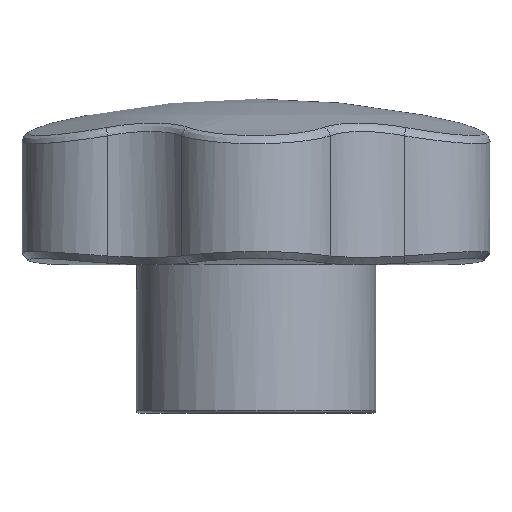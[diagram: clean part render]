
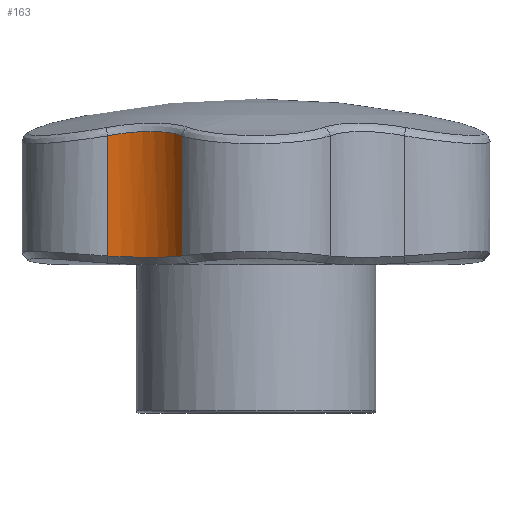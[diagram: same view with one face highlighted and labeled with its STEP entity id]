
A CAD part, front view. The second image highlights one B-rep face of the part: STEP entity #163.
In plain terms, the highlighted cylindrical face has radius 15 mm (diameter 30 mm), a partial arc.
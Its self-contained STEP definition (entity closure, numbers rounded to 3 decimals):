
#163 = ADVANCED_FACE( '', ( #356 ), #357, .F. );
#356 = FACE_OUTER_BOUND( '', #1893, .T. );
#357 = CYLINDRICAL_SURFACE( '', #1894, 15. );
#1893 = EDGE_LOOP( '', ( #3968, #3969, #3970, #3971 ) );
#1894 = AXIS2_PLACEMENT_3D( '', #3972, #3973, #3974 );
#3968 = ORIENTED_EDGE( '', *, *, #4380, .T. );
#3969 = ORIENTED_EDGE( '', *, *, #4381, .T. );
#3970 = ORIENTED_EDGE( '', *, *, #4382, .F. );
#3971 = ORIENTED_EDGE( '', *, *, #4383, .T. );
#3972 = CARTESIAN_POINT( '', ( -25.981, -45., 60. ) );
#3973 = DIRECTION( '', ( 0., 0., 1. ) );
#3974 = DIRECTION( '', ( -1., 0., 0. ) );
#4380 = EDGE_CURVE( '', #4699, #4700, #4701, .T. );
#4381 = EDGE_CURVE( '', #4700, #4702, #4703, .T. );
#4382 = EDGE_CURVE( '', #4704, #4702, #4705, .T. );
#4383 = EDGE_CURVE( '', #4704, #4699, #4706, .T. );
#4699 = VERTEX_POINT( '', #7056 );
#4700 = VERTEX_POINT( '', #7057 );
#4701 = LINE( '', #7058, #7059 );
#4702 = VERTEX_POINT( '', #7060 );
#4703 = B_SPLINE_CURVE_WITH_KNOTS( '', 3, ( #7061, #7062, #7063, #7064, #7065, #7066, #7067, #7068, #7069, #7070, #7071, #7072, #7073, #7074, #7075, #7076, #7077, #7078, #7079, #7080, #7081, #7082, #7083, #7084, #7085, #7086, #7087, #7088 ), .UNSPECIFIED., .F., .F., ( 4, 1, 1, 1, 1, 1, 1, 1, 1, 1, 1, 1, 1, 1, 1, 1, 1, 1, 1, 1, 1, 1, 1, 1, 1, 4 ), ( 0., 0.024, 0.048, 0.074, 0.1, 0.128, 0.157, 0.186, 0.217, 0.249, 0.282, 0.315, 0.35, 0.386, 0.423, 0.461, 0.5, 0.569, 0.634, 0.696, 0.755, 0.811, 0.863, 0.912, 0.958, 1. ), .UNSPECIFIED. );
#4704 = VERTEX_POINT( '', #7089 );
#4705 = LINE( '', #7090, #7091 );
#4706 = B_SPLINE_CURVE_WITH_KNOTS( '', 3, ( #7092, #7093, #7094, #7095, #7096, #7097, #7098, #7099, #7100, #7101, #7102, #7103, #7104, #7105, #7106, #7107, #7108, #7109, #7110, #7111, #7112, #7113, #7114, #7115, #7116, #7117, #7118, #7119, #7120, #7121, #7122, #7123, #7124, #7125, #7126, #7127, #7128, #7129, #7130, #7131, #7132 ), .UNSPECIFIED., .F., .F., ( 4, 2, 2, 2, 1, 2, 1, 1, 2, 2, 2, 2, 1, 1, 2, 1, 1, 1, 2, 2, 1, 1, 2, 1, 1, 1, 4 ), ( 0., 0.001, 0.001, 0.001, 0.001, 0.002, 0.003, 0.004, 0.005, 0.006, 0.006, 0.006, 0.006, 0.006, 0.007, 0.008, 0.009, 0.01, 0.011, 0.011, 0.011, 0.011, 0.012, 0.013, 0.014, 0.015, 0.016 ), .UNSPECIFIED. );
#7056 = CARTESIAN_POINT( '', ( -25.981, -30., 48.542 ) );
#7057 = CARTESIAN_POINT( '', ( -25.981, -30., 27.504 ) );
#7058 = CARTESIAN_POINT( '', ( -25.981, -30., 60. ) );
#7059 = VECTOR( '', #7855, 1000. );
#7060 = CARTESIAN_POINT( '', ( -12.99, -37.5, 27.504 ) );
#7061 = CARTESIAN_POINT( '', ( -25.981, -30., 27.504 ) );
#7062 = CARTESIAN_POINT( '', ( -25.858, -30.001, 27.495 ) );
#7063 = CARTESIAN_POINT( '', ( -25.607, -30.003, 27.477 ) );
#7064 = CARTESIAN_POINT( '', ( -25.222, -30.018, 27.454 ) );
#7065 = CARTESIAN_POINT( '', ( -24.821, -30.043, 27.432 ) );
#7066 = CARTESIAN_POINT( '', ( -24.405, -30.081, 27.411 ) );
#7067 = CARTESIAN_POINT( '', ( -23.974, -30.133, 27.392 ) );
#7068 = CARTESIAN_POINT( '', ( -23.529, -30.199, 27.375 ) );
#7069 = CARTESIAN_POINT( '', ( -23.07, -30.283, 27.36 ) );
#7070 = CARTESIAN_POINT( '', ( -22.598, -30.384, 27.346 ) );
#7071 = CARTESIAN_POINT( '', ( -22.113, -30.504, 27.334 ) );
#7072 = CARTESIAN_POINT( '', ( -21.617, -30.646, 27.323 ) );
#7073 = CARTESIAN_POINT( '', ( -21.111, -30.809, 27.314 ) );
#7074 = CARTESIAN_POINT( '', ( -20.595, -30.996, 27.307 ) );
#7075 = CARTESIAN_POINT( '', ( -20.072, -31.209, 27.301 ) );
#7076 = CARTESIAN_POINT( '', ( -19.542, -31.448, 27.297 ) );
#7077 = CARTESIAN_POINT( '', ( -19.008, -31.715, 27.294 ) );
#7078 = CARTESIAN_POINT( '', ( -18.339, -32.083, 27.293 ) );
#7079 = CARTESIAN_POINT( '', ( -17.571, -32.564, 27.295 ) );
#7080 = CARTESIAN_POINT( '', ( -16.741, -33.17, 27.303 ) );
#7081 = CARTESIAN_POINT( '', ( -15.992, -33.796, 27.316 ) );
#7082 = CARTESIAN_POINT( '', ( -15.323, -34.432, 27.334 ) );
#7083 = CARTESIAN_POINT( '', ( -14.727, -35.07, 27.357 ) );
#7084 = CARTESIAN_POINT( '', ( -14.202, -35.701, 27.385 ) );
#7085 = CARTESIAN_POINT( '', ( -13.742, -36.318, 27.419 ) );
#7086 = CARTESIAN_POINT( '', ( -13.34, -36.913, 27.457 ) );
#7087 = CARTESIAN_POINT( '', ( -13.104, -37.309, 27.489 ) );
#7088 = CARTESIAN_POINT( '', ( -12.99, -37.5, 27.504 ) );
#7089 = CARTESIAN_POINT( '', ( -12.99, -37.5, 48.542 ) );
#7090 = CARTESIAN_POINT( '', ( -12.99, -37.5, 60. ) );
#7091 = VECTOR( '', #7856, 1000. );
#7092 = CARTESIAN_POINT( '', ( -12.99, -37.5, 48.542 ) );
#7093 = CARTESIAN_POINT( '', ( -13.153, -37.218, 48.606 ) );
#7094 = CARTESIAN_POINT( '', ( -13.326, -36.94, 48.665 ) );
#7095 = CARTESIAN_POINT( '', ( -13.553, -36.6, 48.735 ) );
#7096 = CARTESIAN_POINT( '', ( -13.599, -36.532, 48.749 ) );
#7097 = CARTESIAN_POINT( '', ( -13.669, -36.431, 48.769 ) );
#7098 = CARTESIAN_POINT( '', ( -13.693, -36.398, 48.776 ) );
#7099 = CARTESIAN_POINT( '', ( -13.74, -36.331, 48.789 ) );
#7100 = CARTESIAN_POINT( '', ( -13.858, -36.164, 48.822 ) );
#7101 = CARTESIAN_POINT( '', ( -13.98, -36., 48.854 ) );
#7102 = CARTESIAN_POINT( '', ( -14.278, -35.611, 48.926 ) );
#7103 = CARTESIAN_POINT( '', ( -14.691, -35.107, 49.015 ) );
#7104 = CARTESIAN_POINT( '', ( -15.359, -34.394, 49.125 ) );
#7105 = CARTESIAN_POINT( '', ( -15.835, -33.947, 49.182 ) );
#7106 = CARTESIAN_POINT( '', ( -16.328, -33.514, 49.232 ) );
#7107 = CARTESIAN_POINT( '', ( -16.583, -33.305, 49.252 ) );
#7108 = CARTESIAN_POINT( '', ( -16.878, -33.078, 49.271 ) );
#7109 = CARTESIAN_POINT( '', ( -16.911, -33.052, 49.273 ) );
#7110 = CARTESIAN_POINT( '', ( -16.961, -33.015, 49.276 ) );
#7111 = CARTESIAN_POINT( '', ( -16.977, -33.002, 49.277 ) );
#7112 = CARTESIAN_POINT( '', ( -17.011, -32.978, 49.279 ) );
#7113 = CARTESIAN_POINT( '', ( -17.094, -32.916, 49.284 ) );
#7114 = CARTESIAN_POINT( '', ( -17.311, -32.757, 49.295 ) );
#7115 = CARTESIAN_POINT( '', ( -17.515, -32.616, 49.303 ) );
#7116 = CARTESIAN_POINT( '', ( -17.926, -32.342, 49.315 ) );
#7117 = CARTESIAN_POINT( '', ( -18.484, -31.995, 49.323 ) );
#7118 = CARTESIAN_POINT( '', ( -19.35, -31.533, 49.31 ) );
#7119 = CARTESIAN_POINT( '', ( -20.246, -31.128, 49.273 ) );
#7120 = CARTESIAN_POINT( '', ( -20.863, -30.896, 49.231 ) );
#7121 = CARTESIAN_POINT( '', ( -21.216, -30.777, 49.203 ) );
#7122 = CARTESIAN_POINT( '', ( -21.256, -30.764, 49.2 ) );
#7123 = CARTESIAN_POINT( '', ( -21.334, -30.738, 49.194 ) );
#7124 = CARTESIAN_POINT( '', ( -21.452, -30.7, 49.184 ) );
#7125 = CARTESIAN_POINT( '', ( -21.728, -30.614, 49.159 ) );
#7126 = CARTESIAN_POINT( '', ( -21.965, -30.547, 49.136 ) );
#7127 = CARTESIAN_POINT( '', ( -22.44, -30.42, 49.086 ) );
#7128 = CARTESIAN_POINT( '', ( -23.076, -30.273, 49.013 ) );
#7129 = CARTESIAN_POINT( '', ( -24.037, -30.116, 48.88 ) );
#7130 = CARTESIAN_POINT( '', ( -25.005, -30.021, 48.724 ) );
#7131 = CARTESIAN_POINT( '', ( -25.655, -30., 48.605 ) );
#7132 = CARTESIAN_POINT( '', ( -25.981, -30., 48.542 ) );
#7855 = DIRECTION( '', ( 0., 0., -1. ) );
#7856 = DIRECTION( '', ( 0., 0., -1. ) );
